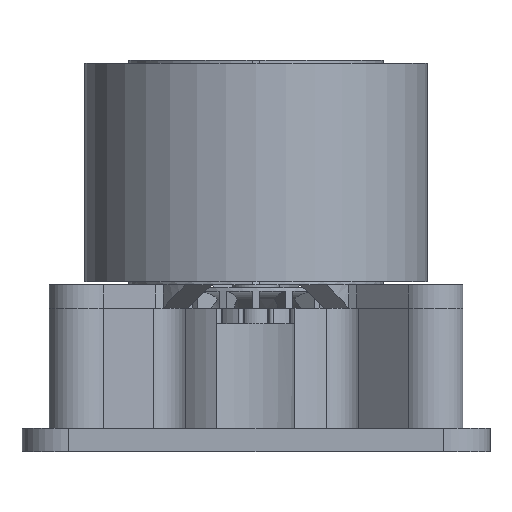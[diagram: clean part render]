
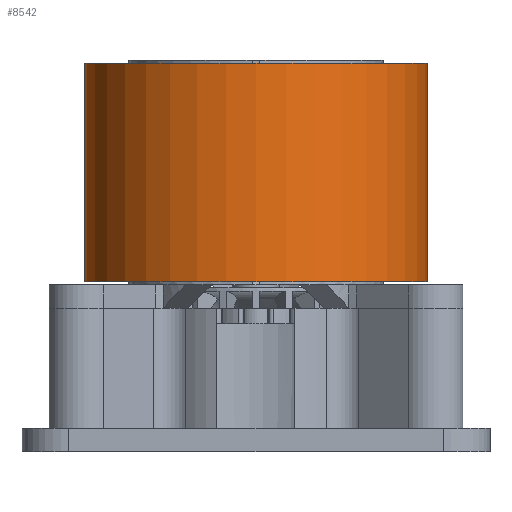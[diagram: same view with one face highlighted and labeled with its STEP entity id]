
A CAD part, front view. The second image highlights one B-rep face of the part: STEP entity #8542.
In plain terms, the highlighted cylindrical face has radius 11 mm (diameter 22 mm), a full revolution.
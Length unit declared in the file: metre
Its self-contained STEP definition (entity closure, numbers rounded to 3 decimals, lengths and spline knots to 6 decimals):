
#244=CYLINDRICAL_SURFACE('',#9295,0.011);
#2321=ORIENTED_EDGE('',*,*,#4603,.F.);
#2322=ORIENTED_EDGE('',*,*,#4604,.F.);
#4603=EDGE_CURVE('',#5770,#5770,#6560,.F.);
#4604=EDGE_CURVE('',#5771,#5771,#6561,.T.);
#5770=VERTEX_POINT('',#13532);
#5771=VERTEX_POINT('',#13534);
#6560=CIRCLE('',#9296,0.011);
#6561=CIRCLE('',#9297,0.011);
#7018=EDGE_LOOP('',(#2321));
#7019=EDGE_LOOP('',(#2322));
#7659=FACE_BOUND('',#7018,.T.);
#7660=FACE_BOUND('',#7019,.T.);
#8542=ADVANCED_FACE('',(#7659,#7660),#244,.T.);
#9295=AXIS2_PLACEMENT_3D('',#13530,#10724,#10725);
#9296=AXIS2_PLACEMENT_3D('',#13531,#10726,#10727);
#9297=AXIS2_PLACEMENT_3D('',#13533,#10728,#10729);
#10724=DIRECTION('',(0.,0.,-1.));
#10725=DIRECTION('',(-1.,0.,0.));
#10726=DIRECTION('',(0.,0.,1.));
#10727=DIRECTION('',(1.,0.,0.));
#10728=DIRECTION('',(0.,0.,1.));
#10729=DIRECTION('',(1.,0.,0.));
#13530=CARTESIAN_POINT('',(0.,0.,0.0207));
#13531=CARTESIAN_POINT('',(0.,0.,0.0109));
#13532=CARTESIAN_POINT('',(0.011,0.,0.0109));
#13533=CARTESIAN_POINT('',(0.,0.,0.0249));
#13534=CARTESIAN_POINT('',(0.011,0.,0.0249));
